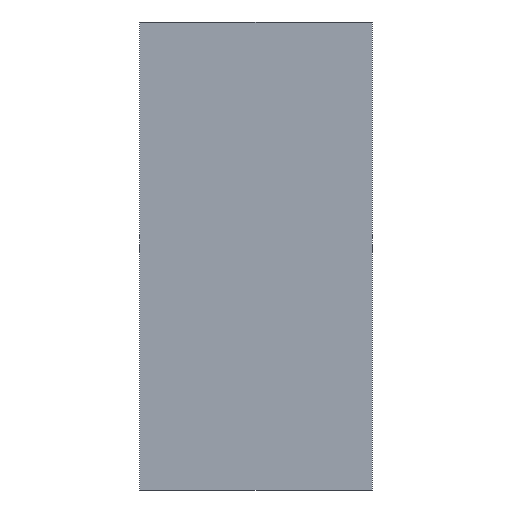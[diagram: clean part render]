
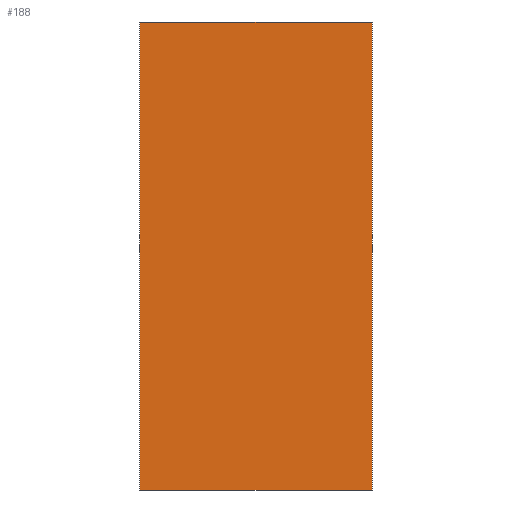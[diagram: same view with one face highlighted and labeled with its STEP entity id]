
A CAD part, front view. The second image highlights one B-rep face of the part: STEP entity #188.
In plain terms, the highlighted planar face has unit normal (0, -1, 0).
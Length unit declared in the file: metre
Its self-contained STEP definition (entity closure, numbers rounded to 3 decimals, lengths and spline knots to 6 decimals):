
#36=ORIENTED_EDGE('',*,*,#68,.T.);
#37=ORIENTED_EDGE('',*,*,#75,.T.);
#38=ORIENTED_EDGE('',*,*,#73,.F.);
#39=ORIENTED_EDGE('',*,*,#71,.F.);
#68=EDGE_CURVE('',#92,#93,#108,.T.);
#71=EDGE_CURVE('',#92,#94,#111,.T.);
#73=EDGE_CURVE('',#94,#95,#113,.T.);
#75=EDGE_CURVE('',#93,#95,#115,.T.);
#92=VERTEX_POINT('',#286);
#93=VERTEX_POINT('',#287);
#94=VERTEX_POINT('',#292);
#95=VERTEX_POINT('',#296);
#108=LINE('',#285,#132);
#111=LINE('',#291,#135);
#113=LINE('',#295,#137);
#115=LINE('',#299,#139);
#132=VECTOR('',#232,1.);
#135=VECTOR('',#237,1.);
#137=VECTOR('',#241,1.);
#139=VECTOR('',#245,1.);
#154=EDGE_LOOP('',(#36,#37,#38,#39));
#166=FACE_BOUND('',#154,.T.);
#177=PLANE('',#212);
#188=ADVANCED_FACE('',(#166),#177,.F.);
#212=AXIS2_PLACEMENT_3D('',#300,#246,#247);
#232=DIRECTION('',(1.,0.,0.));
#237=DIRECTION('',(0.,0.,1.));
#241=DIRECTION('',(1.,0.,0.));
#245=DIRECTION('',(0.,0.,1.));
#246=DIRECTION('',(0.,1.,0.));
#247=DIRECTION('',(-1.,0.,0.));
#285=CARTESIAN_POINT('',(0.06175,-0.0675,-0.0159));
#286=CARTESIAN_POINT('',(0.05785,-0.0675,-0.0159));
#287=CARTESIAN_POINT('',(0.06565,-0.0675,-0.0159));
#291=CARTESIAN_POINT('',(0.05785,-0.0675,-0.00805));
#292=CARTESIAN_POINT('',(0.05785,-0.0675,-0.0002));
#295=CARTESIAN_POINT('',(0.06175,-0.0675,-0.0002));
#296=CARTESIAN_POINT('',(0.06565,-0.0675,-0.0002));
#299=CARTESIAN_POINT('',(0.06565,-0.0675,-0.00805));
#300=CARTESIAN_POINT('',(0.06175,-0.0675,-0.008));
